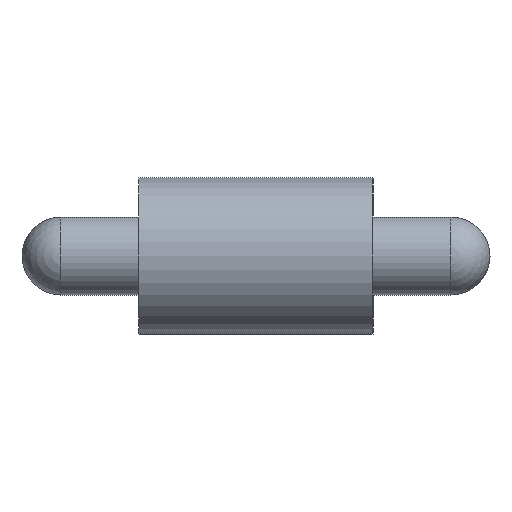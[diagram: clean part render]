
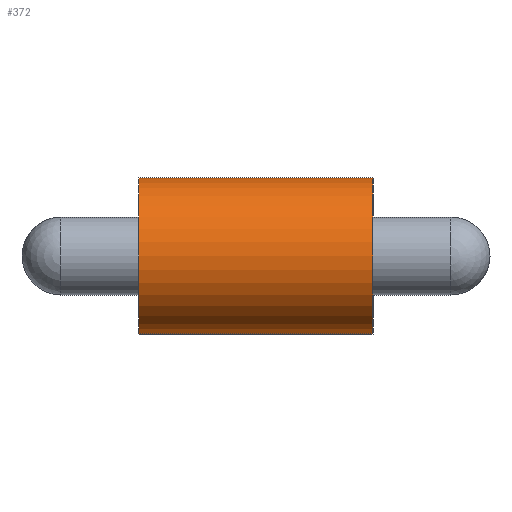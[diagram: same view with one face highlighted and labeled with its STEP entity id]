
A CAD part, left-side view. The second image highlights one B-rep face of the part: STEP entity #372.
In plain terms, the highlighted cylindrical face has radius 10 mm (diameter 20 mm), a partial arc.
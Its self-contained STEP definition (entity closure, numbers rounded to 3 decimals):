
#21 = EDGE_CURVE ( 'NONE', #356, #342, #519, .T. ) ;
#26 = DIRECTION ( 'NONE',  ( 0., -1., 0. ) ) ;
#28 = CARTESIAN_POINT ( 'NONE',  ( -170., 30., -10. ) ) ;
#40 = CARTESIAN_POINT ( 'NONE',  ( -170., 0., 10. ) ) ;
#65 = CARTESIAN_POINT ( 'NONE',  ( -170., 30., 10. ) ) ;
#68 = DIRECTION ( 'NONE',  ( 0., 0., 1. ) ) ;
#73 = DIRECTION ( 'NONE',  ( 0., 1., 0. ) ) ;
#77 = CYLINDRICAL_SURFACE ( 'NONE', #172, 10. ) ;
#113 = EDGE_CURVE ( 'NONE', #342, #448, #202, .T. ) ;
#144 = DIRECTION ( 'NONE',  ( 0., 1., 0. ) ) ;
#157 = AXIS2_PLACEMENT_3D ( 'NONE', #305, #144, #300 ) ;
#166 = VERTEX_POINT ( 'NONE', #65 ) ;
#172 = AXIS2_PLACEMENT_3D ( 'NONE', #393, #26, #231 ) ;
#202 = CIRCLE ( 'NONE', #157, 10. ) ;
#207 = VECTOR ( 'NONE', #217, 1000. ) ;
#217 = DIRECTION ( 'NONE',  ( 0., -1., 0. ) ) ;
#228 = CARTESIAN_POINT ( 'NONE',  ( -170., 30., -10. ) ) ;
#231 = DIRECTION ( 'NONE',  ( 0., 0., -1. ) ) ;
#279 = EDGE_CURVE ( 'NONE', #356, #166, #389, .T. ) ;
#300 = DIRECTION ( 'NONE',  ( 0., 0., 1. ) ) ;
#305 = CARTESIAN_POINT ( 'NONE',  ( -170., 0., 0. ) ) ;
#318 = CARTESIAN_POINT ( 'NONE',  ( -170., 0., -10. ) ) ;
#327 = ORIENTED_EDGE ( 'NONE', *, *, #495, .F. ) ;
#342 = VERTEX_POINT ( 'NONE', #318 ) ;
#356 = VERTEX_POINT ( 'NONE', #228 ) ;
#363 = EDGE_LOOP ( 'NONE', ( #385, #327, #501, #499 ) ) ;
#372 = ADVANCED_FACE ( 'NONE', ( #466 ), #77, .T. ) ;
#376 = CARTESIAN_POINT ( 'NONE',  ( -170., 30., 10. ) ) ;
#378 = AXIS2_PLACEMENT_3D ( 'NONE', #431, #73, #68 ) ;
#385 = ORIENTED_EDGE ( 'NONE', *, *, #113, .T. ) ;
#389 = CIRCLE ( 'NONE', #378, 10. ) ;
#393 = CARTESIAN_POINT ( 'NONE',  ( -170., 30., 0. ) ) ;
#421 = VECTOR ( 'NONE', #480, 1000. ) ;
#431 = CARTESIAN_POINT ( 'NONE',  ( -170., 30., 0. ) ) ;
#448 = VERTEX_POINT ( 'NONE', #40 ) ;
#452 = LINE ( 'NONE', #376, #207 ) ;
#466 = FACE_OUTER_BOUND ( 'NONE', #363, .T. ) ;
#480 = DIRECTION ( 'NONE',  ( 0., -1., 0. ) ) ;
#495 = EDGE_CURVE ( 'NONE', #166, #448, #452, .T. ) ;
#499 = ORIENTED_EDGE ( 'NONE', *, *, #21, .T. ) ;
#501 = ORIENTED_EDGE ( 'NONE', *, *, #279, .F. ) ;
#519 = LINE ( 'NONE', #28, #421 ) ;
